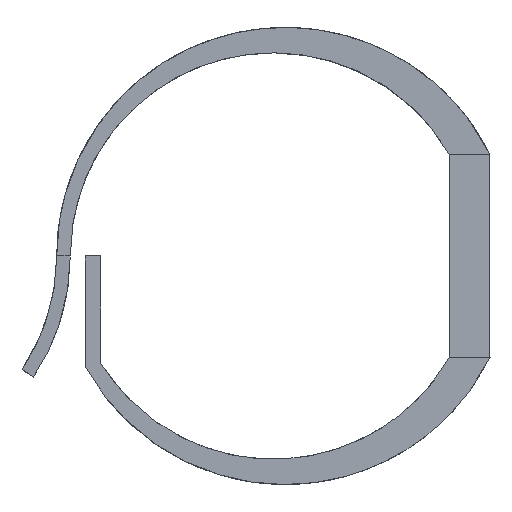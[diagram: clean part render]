
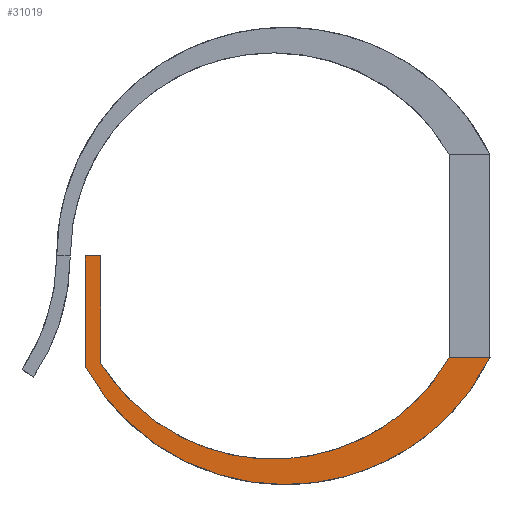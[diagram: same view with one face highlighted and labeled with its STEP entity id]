
A CAD part, left-side view. The second image highlights one B-rep face of the part: STEP entity #31019.
In plain terms, the highlighted planar face has unit normal (-1, 0, -0.002).
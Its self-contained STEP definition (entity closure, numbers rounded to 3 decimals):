
#10233=CARTESIAN_POINT('',(7.517,4.,-10.));
#10234=CARTESIAN_POINT('',(7.519,4.348,
-10.603));
#10235=CARTESIAN_POINT('',(7.52,5.047,
-11.672));
#10236=CARTESIAN_POINT('',(7.523,6.099,
-13.006));
#10237=CARTESIAN_POINT('',(7.525,7.154,
-14.144));
#10238=CARTESIAN_POINT('',(7.527,8.564,
-15.453));
#10239=CARTESIAN_POINT('',(7.529,10.331,
-16.774));
#10240=CARTESIAN_POINT('',(7.531,12.458,
-17.981));
#10241=CARTESIAN_POINT('',(7.533,14.589,
-18.878));
#10242=CARTESIAN_POINT('',(7.534,17.437,
-19.715));
#10243=CARTESIAN_POINT('',(7.535,21.006,
-20.149));
#10244=CARTESIAN_POINT('',(7.535,24.587,
-19.826));
#10245=CARTESIAN_POINT('',(7.533,27.459,
-19.079));
#10246=CARTESIAN_POINT('',(7.532,29.618,
-18.249));
#10247=CARTESIAN_POINT('',(7.53,31.781,
-17.108));
#10248=CARTESIAN_POINT('',(7.528,33.589,
-15.844));
#10249=CARTESIAN_POINT('',(7.525,35.039,
-14.579));
#10250=CARTESIAN_POINT('',(7.524,36.129,
-13.475));
#10251=CARTESIAN_POINT('',(7.521,37.222,
-12.174));
#10252=CARTESIAN_POINT('',(7.519,37.954,
-11.128));
#10253=CARTESIAN_POINT('',(7.518,38.321,
-10.536));
#10290=DIRECTION('',(0.,-1.,0.));
#10291=VECTOR('',#10290,4.);
#10292=CARTESIAN_POINT('',(7.517,4.,-10.));
#10293=LINE('',#10292,#10291);
#10297=CARTESIAN_POINT('',(7.517,0.,
-10.));
#10298=CARTESIAN_POINT('',(7.518,0.198,
-10.399));
#10299=CARTESIAN_POINT('',(7.519,0.595,
-11.14));
#10300=CARTESIAN_POINT('',(7.522,1.392,
-12.456));
#10301=CARTESIAN_POINT('',(7.524,2.395,
-13.859));
#10302=CARTESIAN_POINT('',(7.527,3.605,
-15.277));
#10303=CARTESIAN_POINT('',(7.529,4.82,
-16.492));
#10304=CARTESIAN_POINT('',(7.531,6.039,
-17.544));
#10305=CARTESIAN_POINT('',(7.533,7.669,
-18.764));
#10306=CARTESIAN_POINT('',(7.535,9.713,
-19.994));
#10307=CARTESIAN_POINT('',(7.537,12.176,
-21.092));
#10308=CARTESIAN_POINT('',(7.538,14.646,
-21.864));
#10309=CARTESIAN_POINT('',(7.539,17.123,
-22.341));
#10310=CARTESIAN_POINT('',(7.539,19.608,
-22.539));
#10311=CARTESIAN_POINT('',(7.539,22.098,
-22.462));
#10312=CARTESIAN_POINT('',(7.539,24.596,
-22.106));
#10313=CARTESIAN_POINT('',(7.537,27.101,
-21.455));
#10314=CARTESIAN_POINT('',(7.536,29.614,
-20.478));
#10315=CARTESIAN_POINT('',(7.534,31.716,
-19.349));
#10316=CARTESIAN_POINT('',(7.532,33.403,
-18.209));
#10317=CARTESIAN_POINT('',(7.53,34.671,
-17.218));
#10318=CARTESIAN_POINT('',(7.528,35.944,
-16.064));
#10319=CARTESIAN_POINT('',(7.526,37.221,
-14.706));
#10320=CARTESIAN_POINT('',(7.523,38.291,
-13.354));
#10321=CARTESIAN_POINT('',(7.521,39.152,
-12.078));
#10322=CARTESIAN_POINT('',(7.52,39.584,
-11.356));
#10323=CARTESIAN_POINT('',(7.519,39.801,
-10.968));
#10328=DIRECTION('',(-0.002,0.002,1.));
#10329=VECTOR('',#10328,10.968);
#10330=CARTESIAN_POINT('',(7.519,39.801,
-10.968));
#10331=LINE('',#10330,#10329);
#10335=DIRECTION('',(0.,-1.,0.));
#10336=VECTOR('',#10335,1.5);
#10337=CARTESIAN_POINT('',(7.5,39.821,0.));
#10338=LINE('',#10337,#10336);
#10349=DIRECTION('',(-0.002,0.,1.));
#10350=VECTOR('',#10349,10.536);
#10351=CARTESIAN_POINT('',(7.518,38.321,
-10.536));
#10352=LINE('',#10351,#10350);
#23494=CARTESIAN_POINT('',(7.5,38.321,0.));
#23496=VERTEX_POINT('',#23494);
#23498=CARTESIAN_POINT('',(7.517,4.,-10.));
#23500=VERTEX_POINT('',#23498);
#23690=CARTESIAN_POINT('',(7.517,0.,-10.));
#23691=VERTEX_POINT('',#23690);
#23692=CARTESIAN_POINT('',(7.5,39.821,0.));
#23693=VERTEX_POINT('',#23692);
#23999=CARTESIAN_POINT('',(7.519,39.801,
-10.968));
#24001=VERTEX_POINT('',#23999);
#24158=CARTESIAN_POINT('',(7.518,38.321,
-10.536));
#24160=VERTEX_POINT('',#24158);
#31002=CARTESIAN_POINT('',(7.5,0.,0.));
#31003=DIRECTION('',(1.,0.,0.002));
#31004=DIRECTION('',(0.,-1.,0.));
#31005=AXIS2_PLACEMENT_3D('',#31002,#31003,#31004);
#31006=PLANE('',#31005);
#31008=ORIENTED_EDGE('',*,*,#31007,.F.);
#31009=ORIENTED_EDGE('',*,*,#30993,.F.);
#31010=ORIENTED_EDGE('',*,*,#27085,.T.);
#31012=ORIENTED_EDGE('',*,*,#31011,.T.);
#31014=ORIENTED_EDGE('',*,*,#31013,.T.);
#31016=ORIENTED_EDGE('',*,*,#31015,.T.);
#31017=EDGE_LOOP('',(#31008,#31009,#31010,#31012,#31014,#31016));
#31018=FACE_OUTER_BOUND('',#31017,.F.);
#10254=B_SPLINE_CURVE_WITH_KNOTS('',3,(#10233,#10234,#10235,#10236,#10237,
#10238,#10239,#10240,#10241,#10242,#10243,#10244,#10245,#10246,#10247,#10248,
#10249,#10250,#10251,#10252,#10253),.UNSPECIFIED.,.F.,.F.,(4,1,1,1,1,1,1,1,1,1,
1,1,1,1,1,1,1,1,4),(0.,0.031,0.063,0.094,0.125,0.188,0.25,
0.313,0.375,0.5,0.625,0.688,0.75,0.813,0.875,0.906,
0.938,0.969,1.),.UNSPECIFIED.);
#10324=B_SPLINE_CURVE_WITH_KNOTS('',3,(#10297,#10298,#10299,#10300,#10301,
#10302,#10303,#10304,#10305,#10306,#10307,#10308,#10309,#10310,#10311,#10312,
#10313,#10314,#10315,#10316,#10317,#10318,#10319,#10320,#10321,#10322,#10323),
.UNSPECIFIED.,.F.,.F.,(4,1,1,1,1,1,1,1,1,1,1,1,1,1,1,1,1,1,1,1,1,1,1,1,4),(0.,
0.016,0.031,0.063,0.094,0.125,0.156,0.188,0.25,0.313,
0.375,0.438,0.5,0.563,0.625,0.688,0.75,0.813,0.844,
0.875,0.906,0.938,0.969,0.984,1.),.UNSPECIFIED.);
#27085=EDGE_CURVE('',#23500,#23691,#10293,.T.);
#30993=EDGE_CURVE('',#23500,#24160,#10254,.T.);
#31007=EDGE_CURVE('',#24160,#23496,#10352,.T.);
#31011=EDGE_CURVE('',#23691,#24001,#10324,.T.);
#31013=EDGE_CURVE('',#24001,#23693,#10331,.T.);
#31015=EDGE_CURVE('',#23693,#23496,#10338,.T.);
#31019=ADVANCED_FACE('',(#31018),#31006,.F.);
